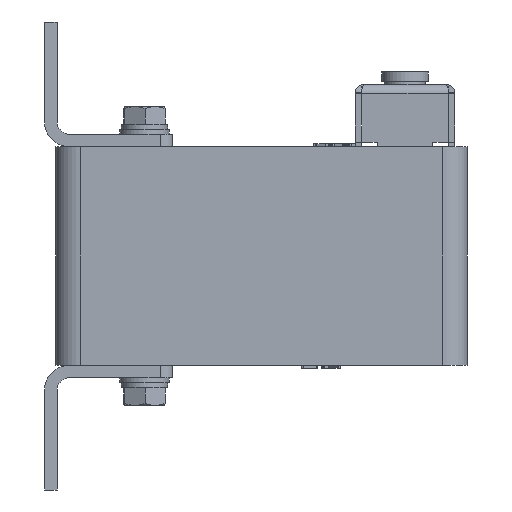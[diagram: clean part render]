
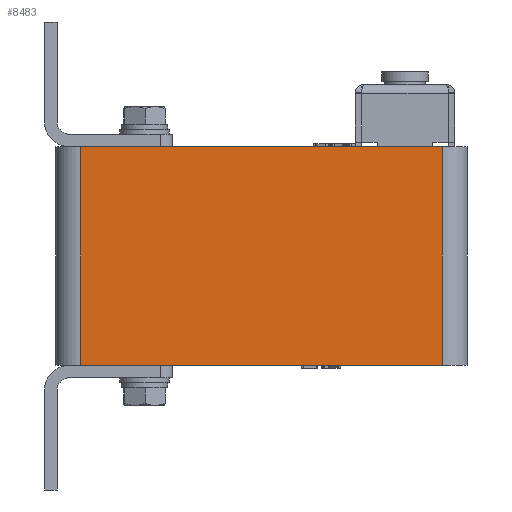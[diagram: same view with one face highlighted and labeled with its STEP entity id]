
A CAD part, front view. The second image highlights one B-rep face of the part: STEP entity #8483.
In plain terms, the highlighted planar face has unit normal (0, -1, 0).
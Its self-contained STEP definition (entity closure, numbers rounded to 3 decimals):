
#428 = CARTESIAN_POINT ( 'NONE',  ( -58., -105., -35. ) ) ;
#1850 = VECTOR ( 'NONE', #5511, 1000. ) ;
#1983 = EDGE_LOOP ( 'NONE', ( #11674, #13866, #6390, #9918 ) ) ;
#2082 = DIRECTION ( 'NONE',  ( -1., 0., 0. ) ) ;
#2889 = EDGE_CURVE ( 'NONE', #10758, #12384, #5936, .T. ) ;
#3321 = AXIS2_PLACEMENT_3D ( 'NONE', #8615, #6408, #2082 ) ;
#4392 = DIRECTION ( 'NONE',  ( 1., 0., 0. ) ) ;
#4783 = EDGE_CURVE ( 'NONE', #6177, #20261, #13498, .T. ) ;
#4806 = EDGE_CURVE ( 'NONE', #10758, #6177, #6804, .T. ) ;
#4919 = EDGE_CURVE ( 'NONE', #12384, #20261, #16844, .T. ) ;
#5511 = DIRECTION ( 'NONE',  ( 1., 0., 0. ) ) ;
#5936 = LINE ( 'NONE', #19485, #14679 ) ;
#6016 = DIRECTION ( 'NONE',  ( 0., 0., -1. ) ) ;
#6177 = VERTEX_POINT ( 'NONE', #8249 ) ;
#6390 = ORIENTED_EDGE ( 'NONE', *, *, #2889, .F. ) ;
#6408 = DIRECTION ( 'NONE',  ( 0., 1., 0. ) ) ;
#6804 = LINE ( 'NONE', #14891, #19598 ) ;
#7692 = FACE_OUTER_BOUND ( 'NONE', #1983, .T. ) ;
#8249 = CARTESIAN_POINT ( 'NONE',  ( -58., -105., -35. ) ) ;
#8461 = CARTESIAN_POINT ( 'NONE',  ( 58., -105., -35. ) ) ;
#8483 = ADVANCED_FACE ( 'NONE', ( #7692 ), #12730, .F. ) ;
#8615 = CARTESIAN_POINT ( 'NONE',  ( -58., -105., 35. ) ) ;
#9918 = ORIENTED_EDGE ( 'NONE', *, *, #4806, .T. ) ;
#10758 = VERTEX_POINT ( 'NONE', #16368 ) ;
#10896 = VECTOR ( 'NONE', #6016, 1000. ) ;
#11478 = DIRECTION ( 'NONE',  ( 0., 0., -1. ) ) ;
#11627 = CARTESIAN_POINT ( 'NONE',  ( 58., -105., 35. ) ) ;
#11674 = ORIENTED_EDGE ( 'NONE', *, *, #4783, .T. ) ;
#12384 = VERTEX_POINT ( 'NONE', #12499 ) ;
#12499 = CARTESIAN_POINT ( 'NONE',  ( 58., -105., 35. ) ) ;
#12730 = PLANE ( 'NONE',  #3321 ) ;
#13498 = LINE ( 'NONE', #428, #1850 ) ;
#13866 = ORIENTED_EDGE ( 'NONE', *, *, #4919, .F. ) ;
#14679 = VECTOR ( 'NONE', #4392, 1000. ) ;
#14891 = CARTESIAN_POINT ( 'NONE',  ( -58., -105., 35. ) ) ;
#16368 = CARTESIAN_POINT ( 'NONE',  ( -58., -105., 35. ) ) ;
#16844 = LINE ( 'NONE', #11627, #10896 ) ;
#19485 = CARTESIAN_POINT ( 'NONE',  ( -58., -105., 35. ) ) ;
#19598 = VECTOR ( 'NONE', #11478, 1000. ) ;
#20261 = VERTEX_POINT ( 'NONE', #8461 ) ;
